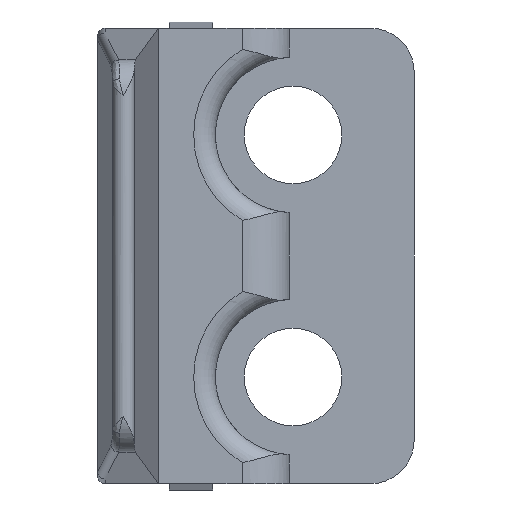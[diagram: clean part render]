
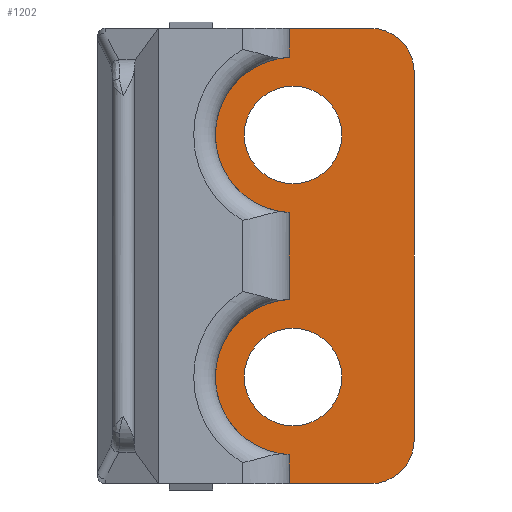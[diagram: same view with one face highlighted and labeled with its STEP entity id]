
A CAD part, left-side view. The second image highlights one B-rep face of the part: STEP entity #1202.
In plain terms, the highlighted planar face has unit normal (-1, 0, 0).
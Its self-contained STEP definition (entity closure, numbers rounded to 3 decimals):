
#39=DIRECTION('',(0.,-1.,0.));
#40=VECTOR('',#39,2.25);
#41=CARTESIAN_POINT('',(-1.45,-5.3,-6.3));
#42=LINE('',#41,#40);
#145=CARTESIAN_POINT('',(-1.45,-5.4,-3.35));
#146=DIRECTION('',(-1.,0.,0.));
#147=DIRECTION('',(0.,0.,1.));
#148=AXIS2_PLACEMENT_3D('',#145,#146,#147);
#150=CARTESIAN_POINT('',(-1.45,-5.4,-3.35));
#151=DIRECTION('',(1.,0.,0.));
#152=DIRECTION('',(0.,0.,1.));
#153=AXIS2_PLACEMENT_3D('',#150,#151,#152);
#155=CARTESIAN_POINT('',(-1.45,-5.4,3.35));
#156=DIRECTION('',(-1.,0.,0.));
#157=DIRECTION('',(0.,0.,1.));
#158=AXIS2_PLACEMENT_3D('',#155,#156,#157);
#160=CARTESIAN_POINT('',(-1.45,-5.4,3.35));
#161=DIRECTION('',(1.,0.,0.));
#162=DIRECTION('',(0.,0.,1.));
#163=AXIS2_PLACEMENT_3D('',#160,#161,#162);
#165=CARTESIAN_POINT('',(-1.45,-7.55,-5.1));
#166=DIRECTION('',(-1.,0.,0.));
#167=DIRECTION('',(0.,0.,-1.));
#168=AXIS2_PLACEMENT_3D('',#165,#166,#167);
#170=DIRECTION('',(0.,0.,1.));
#171=VECTOR('',#170,0.802);
#172=CARTESIAN_POINT('',(-1.45,-5.3,-6.3));
#173=LINE('',#172,#171);
#174=CARTESIAN_POINT('',(-1.45,-5.4,-3.35));
#175=DIRECTION('',(-1.,0.,0.));
#176=DIRECTION('',(0.,0.047,0.999));
#177=AXIS2_PLACEMENT_3D('',#174,#175,#176);
#179=DIRECTION('',(0.,0.,1.));
#180=VECTOR('',#179,2.405);
#181=CARTESIAN_POINT('',(-1.45,-5.3,-1.202));
#182=LINE('',#181,#180);
#183=CARTESIAN_POINT('',(-1.45,-5.4,3.35));
#184=DIRECTION('',(-1.,0.,0.));
#185=DIRECTION('',(0.,0.047,0.999));
#186=AXIS2_PLACEMENT_3D('',#183,#184,#185);
#188=DIRECTION('',(0.,0.,1.));
#189=VECTOR('',#188,0.802);
#190=CARTESIAN_POINT('',(-1.45,-5.3,5.498));
#191=LINE('',#190,#189);
#192=CARTESIAN_POINT('',(-1.45,-7.55,5.1));
#193=DIRECTION('',(-1.,0.,0.));
#194=DIRECTION('',(0.,-1.,0.));
#195=AXIS2_PLACEMENT_3D('',#192,#193,#194);
#227=DIRECTION('',(0.,0.,1.));
#228=VECTOR('',#227,10.2);
#229=CARTESIAN_POINT('',(-1.45,-8.75,-5.1));
#230=LINE('',#229,#228);
#247=DIRECTION('',(0.,-1.,0.));
#248=VECTOR('',#247,2.25);
#249=CARTESIAN_POINT('',(-1.45,-5.3,6.3));
#250=LINE('',#249,#248);
#826=CARTESIAN_POINT('',(-1.45,-5.4,4.7));
#827=CARTESIAN_POINT('',(-1.45,-5.4,2.));
#828=VERTEX_POINT('',#826);
#829=VERTEX_POINT('',#827);
#830=CARTESIAN_POINT('',(-1.45,-5.4,-2.));
#831=CARTESIAN_POINT('',(-1.45,-5.4,-4.7));
#832=VERTEX_POINT('',#830);
#833=VERTEX_POINT('',#831);
#834=CARTESIAN_POINT('',(-1.45,-5.3,-6.3));
#835=CARTESIAN_POINT('',(-1.45,-5.3,-5.498));
#836=VERTEX_POINT('',#834);
#837=VERTEX_POINT('',#835);
#838=CARTESIAN_POINT('',(-1.45,-5.3,-1.202));
#839=CARTESIAN_POINT('',(-1.45,-5.3,1.202));
#840=VERTEX_POINT('',#838);
#841=VERTEX_POINT('',#839);
#842=CARTESIAN_POINT('',(-1.45,-5.3,5.498));
#843=CARTESIAN_POINT('',(-1.45,-5.3,6.3));
#844=VERTEX_POINT('',#842);
#845=VERTEX_POINT('',#843);
#890=CARTESIAN_POINT('',(-1.45,-7.55,-6.3));
#891=CARTESIAN_POINT('',(-1.45,-8.75,-5.1));
#892=VERTEX_POINT('',#890);
#893=VERTEX_POINT('',#891);
#902=CARTESIAN_POINT('',(-1.45,-8.75,5.1));
#903=VERTEX_POINT('',#902);
#904=CARTESIAN_POINT('',(-1.45,-7.55,6.3));
#905=VERTEX_POINT('',#904);
#1166=CARTESIAN_POINT('',(-1.45,-5.3,-6.3));
#1167=DIRECTION('',(-1.,0.,0.));
#1168=DIRECTION('',(0.,-1.,0.));
#1169=AXIS2_PLACEMENT_3D('',#1166,#1167,#1168);
#1170=PLANE('',#1169);
#1172=ORIENTED_EDGE('',*,*,#1171,.F.);
#1173=ORIENTED_EDGE('',*,*,#1036,.F.);
#1175=ORIENTED_EDGE('',*,*,#1174,.T.);
#1177=ORIENTED_EDGE('',*,*,#1176,.F.);
#1179=ORIENTED_EDGE('',*,*,#1178,.T.);
#1181=ORIENTED_EDGE('',*,*,#1180,.F.);
#1183=ORIENTED_EDGE('',*,*,#1182,.T.);
#1185=ORIENTED_EDGE('',*,*,#1184,.T.);
#1187=ORIENTED_EDGE('',*,*,#1186,.F.);
#1189=ORIENTED_EDGE('',*,*,#1188,.F.);
#1190=EDGE_LOOP('',(#1172,#1173,#1175,#1177,#1179,#1181,#1183,#1185,#1187,
#1189));
#1191=FACE_OUTER_BOUND('',#1190,.F.);
#1192=ORIENTED_EDGE('',*,*,#1146,.T.);
#1193=ORIENTED_EDGE('',*,*,#1160,.F.);
#1194=EDGE_LOOP('',(#1192,#1193));
#1195=FACE_BOUND('',#1194,.F.);
#1197=ORIENTED_EDGE('',*,*,#1196,.T.);
#1199=ORIENTED_EDGE('',*,*,#1198,.F.);
#1200=EDGE_LOOP('',(#1197,#1199));
#1201=FACE_BOUND('',#1200,.F.);
#1202=ADVANCED_FACE('',(#1191,#1195,#1201),#1170,.T.);
#149=CIRCLE('',#148,1.35);
#154=CIRCLE('',#153,1.35);
#159=CIRCLE('',#158,1.35);
#164=CIRCLE('',#163,1.35);
#169=CIRCLE('',#168,1.2);
#178=CIRCLE('',#177,2.15);
#187=CIRCLE('',#186,2.15);
#196=CIRCLE('',#195,1.2);
#1036=EDGE_CURVE('',#836,#892,#42,.T.);
#1146=EDGE_CURVE('',#828,#829,#159,.T.);
#1160=EDGE_CURVE('',#828,#829,#164,.T.);
#1171=EDGE_CURVE('',#892,#893,#169,.T.);
#1174=EDGE_CURVE('',#836,#837,#173,.T.);
#1176=EDGE_CURVE('',#840,#837,#178,.T.);
#1178=EDGE_CURVE('',#840,#841,#182,.T.);
#1180=EDGE_CURVE('',#844,#841,#187,.T.);
#1182=EDGE_CURVE('',#844,#845,#191,.T.);
#1184=EDGE_CURVE('',#845,#905,#250,.T.);
#1186=EDGE_CURVE('',#903,#905,#196,.T.);
#1188=EDGE_CURVE('',#893,#903,#230,.T.);
#1196=EDGE_CURVE('',#832,#833,#149,.T.);
#1198=EDGE_CURVE('',#832,#833,#154,.T.);
